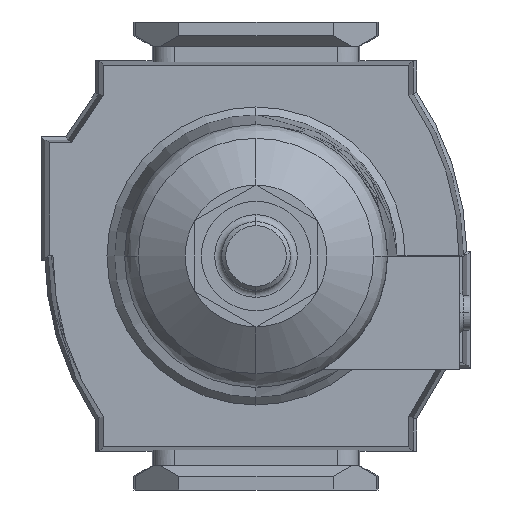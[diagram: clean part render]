
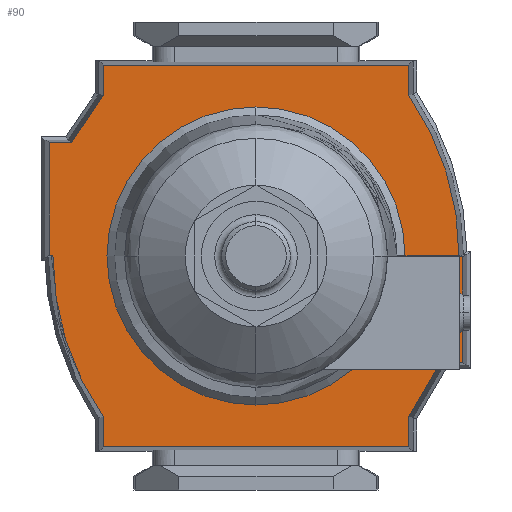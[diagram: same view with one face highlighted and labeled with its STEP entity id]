
A CAD part, front view. The second image highlights one B-rep face of the part: STEP entity #90.
In plain terms, the highlighted planar face has unit normal (0, -1, 0).
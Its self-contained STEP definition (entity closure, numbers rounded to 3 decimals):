
#86 = ORIENTED_EDGE ( 'NONE', *, *, #6386, .F. ) ;
#90 = ADVANCED_FACE ( 'NONE', ( #4719 ), #2682, .T. ) ;
#141 = EDGE_CURVE ( 'NONE', #5379, #8741, #2904, .T. ) ;
#174 = EDGE_LOOP ( 'NONE', ( #4389, #998, #6964, #6593, #5539, #7407, #7202, #2647, #6751, #8039, #5855, #8404, #2774, #1923, #5966, #86, #6746 ) ) ;
#214 = VERTEX_POINT ( 'NONE', #4384 ) ;
#294 = VECTOR ( 'NONE', #4789, 1000. ) ;
#344 = EDGE_CURVE ( 'NONE', #214, #3803, #6074, .T. ) ;
#444 = VECTOR ( 'NONE', #4815, 1000. ) ;
#633 = VERTEX_POINT ( 'NONE', #1455 ) ;
#732 = DIRECTION ( 'NONE',  ( 0., 0., 1. ) ) ;
#808 = CARTESIAN_POINT ( 'NONE',  ( -27.75, -38.5, 22.2 ) ) ;
#872 = CARTESIAN_POINT ( 'NONE',  ( -15.5, -38.5, -26.8 ) ) ;
#952 = DIRECTION ( 'NONE',  ( -1., 0., 0. ) ) ;
#998 = ORIENTED_EDGE ( 'NONE', *, *, #5496, .F. ) ;
#1104 = AXIS2_PLACEMENT_3D ( 'NONE', #1184, #5465, #4254 ) ;
#1140 = DIRECTION ( 'NONE',  ( 0., 1., 0. ) ) ;
#1161 = VECTOR ( 'NONE', #2897, 1000. ) ;
#1163 = LINE ( 'NONE', #3201, #4309 ) ;
#1184 = CARTESIAN_POINT ( 'NONE',  ( -28.86, -38.5, 31.2 ) ) ;
#1309 = CARTESIAN_POINT ( 'NONE',  ( 27.75, -38.5, 22.2 ) ) ;
#1396 = LINE ( 'NONE', #4752, #2900 ) ;
#1447 = DIRECTION ( 'NONE',  ( 1., 0., 0. ) ) ;
#1455 = CARTESIAN_POINT ( 'NONE',  ( 0.1, -38.5, 29.5 ) ) ;
#1515 = VERTEX_POINT ( 'NONE', #8430 ) ;
#1600 = CARTESIAN_POINT ( 'NONE',  ( -27.75, -38.5, -22.2 ) ) ;
#1642 = EDGE_CURVE ( 'NONE', #5598, #4998, #5188, .T. ) ;
#1791 = EDGE_CURVE ( 'NONE', #633, #5598, #7566, .T. ) ;
#1923 = ORIENTED_EDGE ( 'NONE', *, *, #2927, .F. ) ;
#1981 = DIRECTION ( 'NONE',  ( -1., 0., 0. ) ) ;
#2059 = EDGE_CURVE ( 'NONE', #8741, #6353, #4850, .T. ) ;
#2100 = CARTESIAN_POINT ( 'NONE',  ( 16.5, -38.5, 26.8 ) ) ;
#2140 = CARTESIAN_POINT ( 'NONE',  ( 0.1, -38.5, 30. ) ) ;
#2319 = CARTESIAN_POINT ( 'NONE',  ( 16.5, -38.5, 30. ) ) ;
#2402 = DIRECTION ( 'NONE',  ( 0., 0., 1. ) ) ;
#2505 = CARTESIAN_POINT ( 'NONE',  ( -0.1, -38.5, -30. ) ) ;
#2647 = ORIENTED_EDGE ( 'NONE', *, *, #8052, .F. ) ;
#2682 = PLANE ( 'NONE',  #1104 ) ;
#2761 = DIRECTION ( 'NONE',  ( 0., 0., 1. ) ) ;
#2774 = ORIENTED_EDGE ( 'NONE', *, *, #1791, .F. ) ;
#2897 = DIRECTION ( 'NONE',  ( 0., 0., 1. ) ) ;
#2899 = VERTEX_POINT ( 'NONE', #4114 ) ;
#2900 = VECTOR ( 'NONE', #6124, 1000. ) ;
#2904 = LINE ( 'NONE', #7278, #5758 ) ;
#2927 = EDGE_CURVE ( 'NONE', #6755, #633, #5818, .T. ) ;
#2935 = VECTOR ( 'NONE', #4742, 1000. ) ;
#2950 = LINE ( 'NONE', #4426, #4625 ) ;
#3059 = CARTESIAN_POINT ( 'NONE',  ( 16.5, -38.5, 30. ) ) ;
#3201 = CARTESIAN_POINT ( 'NONE',  ( -23.35, -38.5, -22.2 ) ) ;
#3252 = LINE ( 'NONE', #5353, #2935 ) ;
#3347 = DIRECTION ( 'NONE',  ( 0., 1., 0. ) ) ;
#3394 = CARTESIAN_POINT ( 'NONE',  ( 0., -38.5, -11.6 ) ) ;
#3424 = VECTOR ( 'NONE', #1981, 1000. ) ;
#3528 = VERTEX_POINT ( 'NONE', #6323 ) ;
#3531 = LINE ( 'NONE', #808, #1161 ) ;
#3546 = DIRECTION ( 'NONE',  ( 0., 0., 1. ) ) ;
#3700 = CARTESIAN_POINT ( 'NONE',  ( 16.5, -38.5, 26.8 ) ) ;
#3803 = VERTEX_POINT ( 'NONE', #6543 ) ;
#3815 = DIRECTION ( 'NONE',  ( 1., 0., 0. ) ) ;
#3882 = VECTOR ( 'NONE', #1447, 1000. ) ;
#3920 = CARTESIAN_POINT ( 'NONE',  ( 23.383, -38.5, -22.2 ) ) ;
#4114 = CARTESIAN_POINT ( 'NONE',  ( -0.1, -38.5, -29.5 ) ) ;
#4247 = CARTESIAN_POINT ( 'NONE',  ( -23.383, -38.5, 22.2 ) ) ;
#4254 = DIRECTION ( 'NONE',  ( 0., 0., -1. ) ) ;
#4303 = VECTOR ( 'NONE', #3546, 1000. ) ;
#4309 = VECTOR ( 'NONE', #4650, 1000. ) ;
#4324 = AXIS2_PLACEMENT_3D ( 'NONE', #4354, #5184, #5841 ) ;
#4354 = CARTESIAN_POINT ( 'NONE',  ( 0., -38.5, -11.6 ) ) ;
#4384 = CARTESIAN_POINT ( 'NONE',  ( 27.75, -38.5, -22.2 ) ) ;
#4389 = ORIENTED_EDGE ( 'NONE', *, *, #6329, .F. ) ;
#4426 = CARTESIAN_POINT ( 'NONE',  ( -27.75, -38.5, -22.2 ) ) ;
#4467 = CARTESIAN_POINT ( 'NONE',  ( 23.35, -38.5, 22.2 ) ) ;
#4520 = LINE ( 'NONE', #7961, #5375 ) ;
#4625 = VECTOR ( 'NONE', #952, 1000. ) ;
#4650 = DIRECTION ( 'NONE',  ( -0.863, 0., 0.506 ) ) ;
#4719 = FACE_OUTER_BOUND ( 'NONE', #174, .T. ) ;
#4742 = DIRECTION ( 'NONE',  ( -1., 0., 0. ) ) ;
#4752 = CARTESIAN_POINT ( 'NONE',  ( -0.1, -38.5, -30. ) ) ;
#4789 = DIRECTION ( 'NONE',  ( 0., 0., -1. ) ) ;
#4815 = DIRECTION ( 'NONE',  ( 0., 0., -1. ) ) ;
#4850 = LINE ( 'NONE', #1309, #3882 ) ;
#4998 = VERTEX_POINT ( 'NONE', #3059 ) ;
#5184 = DIRECTION ( 'NONE',  ( 0., 1., 0. ) ) ;
#5188 = LINE ( 'NONE', #2319, #8965 ) ;
#5250 = EDGE_CURVE ( 'NONE', #3803, #2899, #6066, .T. ) ;
#5353 = CARTESIAN_POINT ( 'NONE',  ( -15.5, -38.5, -30. ) ) ;
#5375 = VECTOR ( 'NONE', #8727, 1000. ) ;
#5379 = VERTEX_POINT ( 'NONE', #3700 ) ;
#5428 = LINE ( 'NONE', #2100, #444 ) ;
#5460 = CARTESIAN_POINT ( 'NONE',  ( -15.5, -38.5, -30. ) ) ;
#5465 = DIRECTION ( 'NONE',  ( 0., -1., 0. ) ) ;
#5496 = EDGE_CURVE ( 'NONE', #6802, #1515, #1163, .T. ) ;
#5539 = ORIENTED_EDGE ( 'NONE', *, *, #6553, .F. ) ;
#5598 = VERTEX_POINT ( 'NONE', #8434 ) ;
#5738 = CARTESIAN_POINT ( 'NONE',  ( 27.75, -38.5, 22.2 ) ) ;
#5753 = LINE ( 'NONE', #7165, #294 ) ;
#5758 = VECTOR ( 'NONE', #5829, 1000. ) ;
#5818 = CIRCLE ( 'NONE', #8855, 41.1 ) ;
#5829 = DIRECTION ( 'NONE',  ( 0.83, 0., -0.557 ) ) ;
#5841 = DIRECTION ( 'NONE',  ( 0., 0., 1. ) ) ;
#5848 = VECTOR ( 'NONE', #732, 1000. ) ;
#5855 = ORIENTED_EDGE ( 'NONE', *, *, #8212, .F. ) ;
#5966 = ORIENTED_EDGE ( 'NONE', *, *, #5980, .F. ) ;
#5980 = EDGE_CURVE ( 'NONE', #7844, #6755, #8269, .T. ) ;
#6066 = CIRCLE ( 'NONE', #8107, 41.1 ) ;
#6074 = LINE ( 'NONE', #3920, #3424 ) ;
#6124 = DIRECTION ( 'NONE',  ( 0., 0., -1. ) ) ;
#6234 = CARTESIAN_POINT ( 'NONE',  ( -15.5, -38.5, -26.8 ) ) ;
#6323 = CARTESIAN_POINT ( 'NONE',  ( -27.75, -38.5, 22.2 ) ) ;
#6329 = EDGE_CURVE ( 'NONE', #1515, #8303, #2950, .T. ) ;
#6353 = VERTEX_POINT ( 'NONE', #5738 ) ;
#6386 = EDGE_CURVE ( 'NONE', #3528, #7844, #4520, .T. ) ;
#6543 = CARTESIAN_POINT ( 'NONE',  ( 23.383, -38.5, -22.2 ) ) ;
#6553 = EDGE_CURVE ( 'NONE', #2899, #8155, #1396, .T. ) ;
#6593 = ORIENTED_EDGE ( 'NONE', *, *, #7948, .F. ) ;
#6607 = EDGE_CURVE ( 'NONE', #8303, #3528, #3531, .T. ) ;
#6659 = CARTESIAN_POINT ( 'NONE',  ( 0., -38.5, 29.5 ) ) ;
#6746 = ORIENTED_EDGE ( 'NONE', *, *, #6607, .F. ) ;
#6751 = ORIENTED_EDGE ( 'NONE', *, *, #2059, .F. ) ;
#6755 = VERTEX_POINT ( 'NONE', #6659 ) ;
#6802 = VERTEX_POINT ( 'NONE', #6234 ) ;
#6964 = ORIENTED_EDGE ( 'NONE', *, *, #7471, .F. ) ;
#7165 = CARTESIAN_POINT ( 'NONE',  ( 27.75, -38.5, -22.2 ) ) ;
#7202 = ORIENTED_EDGE ( 'NONE', *, *, #344, .F. ) ;
#7278 = CARTESIAN_POINT ( 'NONE',  ( 23.35, -38.5, 22.2 ) ) ;
#7338 = CARTESIAN_POINT ( 'NONE',  ( 0., -38.5, 11.6 ) ) ;
#7407 = ORIENTED_EDGE ( 'NONE', *, *, #5250, .F. ) ;
#7471 = EDGE_CURVE ( 'NONE', #7649, #6802, #7705, .T. ) ;
#7566 = LINE ( 'NONE', #2140, #4303 ) ;
#7649 = VERTEX_POINT ( 'NONE', #5460 ) ;
#7705 = LINE ( 'NONE', #872, #5848 ) ;
#7844 = VERTEX_POINT ( 'NONE', #4247 ) ;
#7948 = EDGE_CURVE ( 'NONE', #8155, #7649, #3252, .T. ) ;
#7961 = CARTESIAN_POINT ( 'NONE',  ( -23.383, -38.5, 22.2 ) ) ;
#8039 = ORIENTED_EDGE ( 'NONE', *, *, #141, .F. ) ;
#8052 = EDGE_CURVE ( 'NONE', #6353, #214, #5753, .T. ) ;
#8107 = AXIS2_PLACEMENT_3D ( 'NONE', #7338, #1140, #2402 ) ;
#8155 = VERTEX_POINT ( 'NONE', #2505 ) ;
#8212 = EDGE_CURVE ( 'NONE', #4998, #5379, #5428, .T. ) ;
#8269 = CIRCLE ( 'NONE', #4324, 41.1 ) ;
#8303 = VERTEX_POINT ( 'NONE', #1600 ) ;
#8404 = ORIENTED_EDGE ( 'NONE', *, *, #1642, .F. ) ;
#8430 = CARTESIAN_POINT ( 'NONE',  ( -23.35, -38.5, -22.2 ) ) ;
#8434 = CARTESIAN_POINT ( 'NONE',  ( 0.1, -38.5, 30. ) ) ;
#8727 = DIRECTION ( 'NONE',  ( 1., 0., 0. ) ) ;
#8741 = VERTEX_POINT ( 'NONE', #4467 ) ;
#8855 = AXIS2_PLACEMENT_3D ( 'NONE', #3394, #3347, #2761 ) ;
#8965 = VECTOR ( 'NONE', #3815, 1000. ) ;
